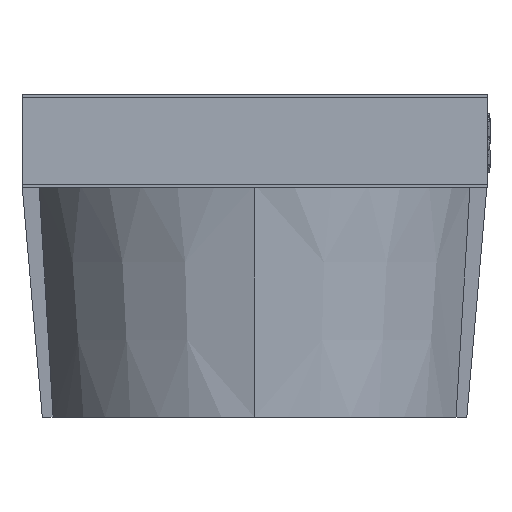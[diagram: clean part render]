
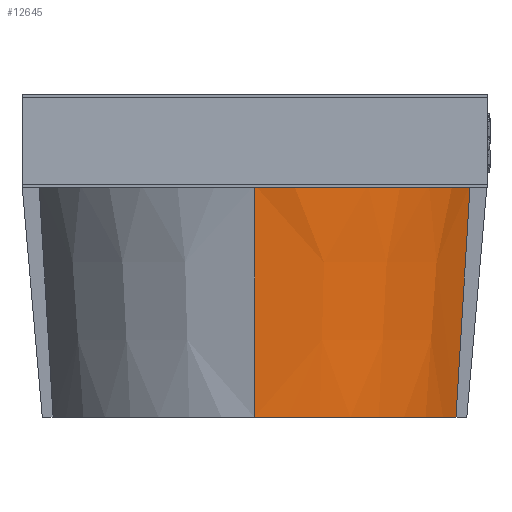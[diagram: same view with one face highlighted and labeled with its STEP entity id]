
A CAD part, left-side view. The second image highlights one B-rep face of the part: STEP entity #12645.
In plain terms, the highlighted conical face has half-angle 5 degrees and reference radius 0.8 mm.
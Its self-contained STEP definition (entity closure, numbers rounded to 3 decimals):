
#26 = ORIENTED_EDGE ( 'NONE', *, *, #1304, .F. ) ;
#410 = CARTESIAN_POINT ( 'NONE',  ( 0., 0., -0.8 ) ) ;
#696 = CARTESIAN_POINT ( 'NONE',  ( 0., 0., 0. ) ) ;
#1304 = EDGE_CURVE ( 'NONE', #7858, #7755, #11179, .T. ) ;
#2695 = CARTESIAN_POINT ( 'NONE',  ( -0.277, -0.726, -0.267 ) ) ;
#3174 = CIRCLE ( 'NONE', #7318, 0.73 ) ;
#3583 = CARTESIAN_POINT ( 'NONE',  ( -0.8, 0., 0. ) ) ;
#4137 = CARTESIAN_POINT ( 'NONE',  ( -0.3, -0.742, 0. ) ) ;
#4845 = FACE_OUTER_BOUND ( 'NONE', #5711, .T. ) ;
#4994 = DIRECTION ( 'NONE',  ( 0., 0., -1. ) ) ;
#5028 = DIRECTION ( 'NONE',  ( -1., 0., 0. ) ) ;
#5125 = VERTEX_POINT ( 'NONE', #10384 ) ;
#5711 = EDGE_LOOP ( 'NONE', ( #26, #6535, #15406, #6725 ) ) ;
#6441 = AXIS2_PLACEMENT_3D ( 'NONE', #12783, #10435, #5028 ) ;
#6535 = ORIENTED_EDGE ( 'NONE', *, *, #16116, .F. ) ;
#6723 = CONICAL_SURFACE ( 'NONE', #6441, 0.8, 0.087 ) ;
#6725 = ORIENTED_EDGE ( 'NONE', *, *, #14115, .T. ) ;
#6817 = CARTESIAN_POINT ( 'NONE',  ( -0.23, -0.693, -0.8 ) ) ;
#7318 = AXIS2_PLACEMENT_3D ( 'NONE', #410, #10896, #10726 ) ;
#7755 = VERTEX_POINT ( 'NONE', #3583 ) ;
#7858 = VERTEX_POINT ( 'NONE', #15285 ) ;
#8444 = CIRCLE ( 'NONE', #10665, 0.8 ) ;
#9959 = CARTESIAN_POINT ( 'NONE',  ( -0.8, 0., 0. ) ) ;
#10384 = CARTESIAN_POINT ( 'NONE',  ( -0.3, -0.742, 0. ) ) ;
#10435 = DIRECTION ( 'NONE',  ( 0., 0., 1. ) ) ;
#10665 = AXIS2_PLACEMENT_3D ( 'NONE', #696, #4994, #14379 ) ;
#10726 = DIRECTION ( 'NONE',  ( -1., 0., 0. ) ) ;
#10896 = DIRECTION ( 'NONE',  ( 0., 0., -1. ) ) ;
#11179 = LINE ( 'NONE', #9959, #15039 ) ;
#11508 = VERTEX_POINT ( 'NONE', #6817 ) ;
#12489 = DIRECTION ( 'NONE',  ( -0.087, 0., 0.996 ) ) ;
#12645 = ADVANCED_FACE ( 'NONE', ( #4845 ), #6723, .T. ) ;
#12783 = CARTESIAN_POINT ( 'NONE',  ( 0., 0., 0. ) ) ;
#13026 = EDGE_CURVE ( 'NONE', #11508, #5125, #16195, .T. ) ;
#14115 = EDGE_CURVE ( 'NONE', #5125, #7755, #8444, .T. ) ;
#14379 = DIRECTION ( 'NONE',  ( -1., 0., 0. ) ) ;
#14584 = CARTESIAN_POINT ( 'NONE',  ( -0.253, -0.71, -0.533 ) ) ;
#15039 = VECTOR ( 'NONE', #12489, 1000. ) ;
#15285 = CARTESIAN_POINT ( 'NONE',  ( -0.73, 0., -0.8 ) ) ;
#15406 = ORIENTED_EDGE ( 'NONE', *, *, #13026, .T. ) ;
#15852 = CARTESIAN_POINT ( 'NONE',  ( -0.23, -0.693, -0.8 ) ) ;
#16116 = EDGE_CURVE ( 'NONE', #11508, #7858, #3174, .T. ) ;
#16195 = B_SPLINE_CURVE_WITH_KNOTS ( 'NONE', 3,
 ( #15852, #14584, #2695, #4137 ),
 .UNSPECIFIED., .F., .F.,
 ( 4, 4 ),
 ( 0., 0.001 ),
 .UNSPECIFIED. ) ;
